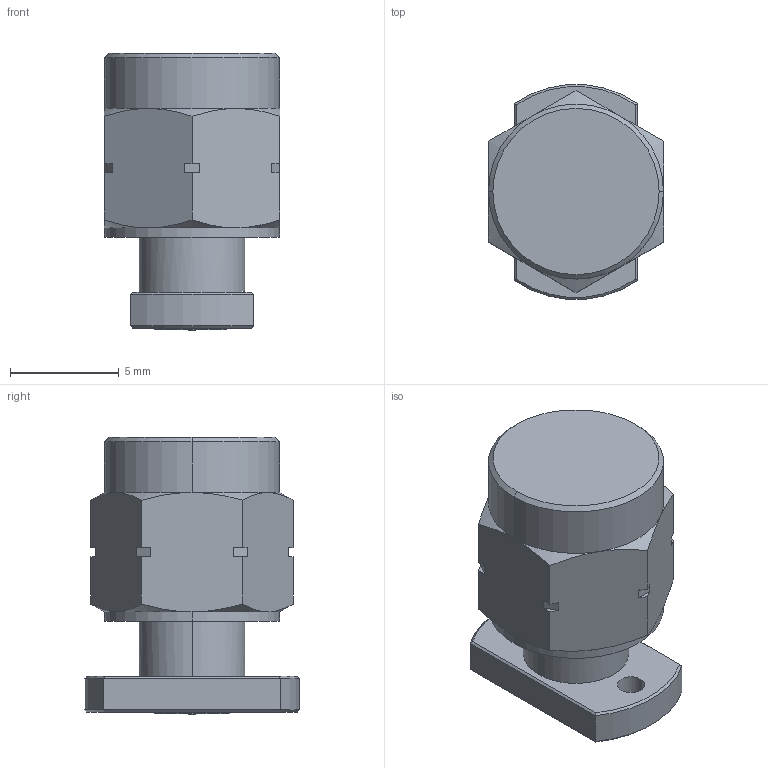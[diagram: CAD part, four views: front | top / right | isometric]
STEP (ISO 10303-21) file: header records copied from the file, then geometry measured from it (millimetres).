
FILE_DESCRIPTION (( 'STEP AP203' ), '1' );
FILE_NAME ('PE45691_3D.STEP', '2021-07-15T12:58:51', ( '' ), ( '' ), 'SwSTEP 2.0', 'SolidWorks 2020', '' );
FILE_SCHEMA (( 'CONFIG_CONTROL_DESIGN' ));
Length unit declared in the file: millimetre
Products named in the file (1): PE45691_3D
Bounding box: 8.05 x 9.86 x 12.75 mm (x, y, z)
Volume: 579.4 mm3; surface area: 498.8 mm2
Topology: 1 solids, 1 shells, 89 faces, 224 edges, 140 vertices
Faces by surface type: plane 45, cylinder 26, cone 18
Entity records: 2793 total; most frequent: CARTESIAN_POINT 594, ORIENTED_EDGE 448, DIRECTION 438, EDGE_CURVE 224, AXIS2_PLACEMENT_3D 160, VERTEX_POINT 140, LINE 118, VECTOR 118
